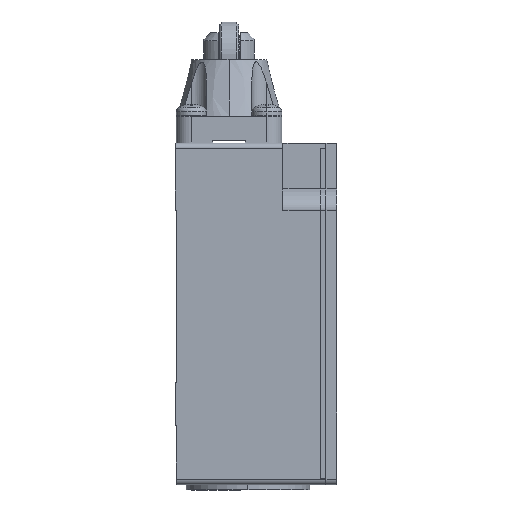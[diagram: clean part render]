
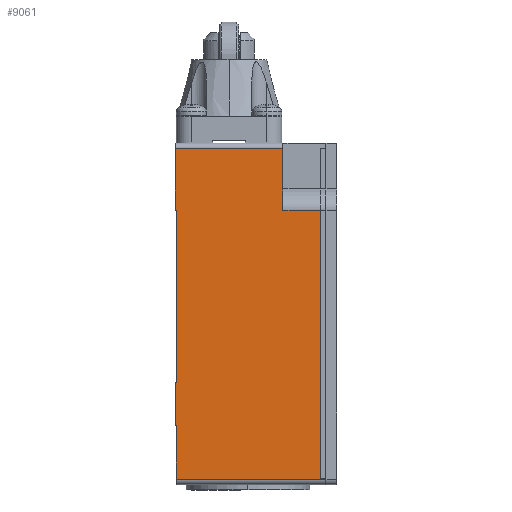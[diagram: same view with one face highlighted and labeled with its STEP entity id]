
A CAD part, left-side view. The second image highlights one B-rep face of the part: STEP entity #9061.
In plain terms, the highlighted planar face has unit normal (-1, 0, 0).
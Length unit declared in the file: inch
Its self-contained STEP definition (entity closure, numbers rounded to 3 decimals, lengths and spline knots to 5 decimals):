
#39 = CARTESIAN_POINT ( 'NONE',  ( -0.59055, -0.5315, 0.07874 ) ) ;
#76 = CARTESIAN_POINT ( 'NONE',  ( -0.59055, -0.25591, 2.50001 ) ) ;
#186 = EDGE_CURVE ( 'NONE', #11313, #8824, #1541, .T. ) ;
#356 = LINE ( 'NONE', #11423, #4649 ) ;
#595 = ORIENTED_EDGE ( 'NONE', *, *, #4368, .T. ) ;
#618 = LINE ( 'NONE', #4259, #4076 ) ;
#636 = CARTESIAN_POINT ( 'NONE',  ( -0.59055, 0.52362, 2.04724 ) ) ;
#653 = VERTEX_POINT ( 'NONE', #5210 ) ;
#759 = CARTESIAN_POINT ( 'NONE',  ( -0.59055, 0.52362, 0.07874 ) ) ;
#1145 = CARTESIAN_POINT ( 'NONE',  ( -0.59055, 0.52362, 2.50001 ) ) ;
#1170 = CARTESIAN_POINT ( 'NONE',  ( -0.59055, 0.5315, 0.47244 ) ) ;
#1226 = VERTEX_POINT ( 'NONE', #5786 ) ;
#1323 = DIRECTION ( 'NONE',  ( 0., 1., 0. ) ) ;
#1387 = VERTEX_POINT ( 'NONE', #10814 ) ;
#1402 = EDGE_CURVE ( 'NONE', #3903, #1226, #3695, .T. ) ;
#1443 = ORIENTED_EDGE ( 'NONE', *, *, #1402, .T. ) ;
#1541 = LINE ( 'NONE', #636, #1660 ) ;
#1591 = DIRECTION ( 'NONE',  ( 0., 0., -1. ) ) ;
#1660 = VECTOR ( 'NONE', #6130, 39.37008 ) ;
#1933 = EDGE_CURVE ( 'NONE', #6187, #11735, #8333, .T. ) ;
#2012 = CARTESIAN_POINT ( 'NONE',  ( -0.59055, -0.64961, 0.07874 ) ) ;
#2362 = EDGE_CURVE ( 'NONE', #11735, #1387, #5109, .T. ) ;
#2371 = EDGE_CURVE ( 'NONE', #1226, #9315, #2377, .T. ) ;
#2377 = LINE ( 'NONE', #5169, #10498 ) ;
#2593 = EDGE_CURVE ( 'NONE', #5965, #4580, #2966, .T. ) ;
#2630 = DIRECTION ( 'NONE',  ( 0., 1., 0. ) ) ;
#2948 = ORIENTED_EDGE ( 'NONE', *, *, #3460, .T. ) ;
#2966 = LINE ( 'NONE', #76, #10693 ) ;
#3324 = FACE_OUTER_BOUND ( 'NONE', #5139, .T. ) ;
#3366 = DIRECTION ( 'NONE',  ( 0., 0., -1. ) ) ;
#3377 = VECTOR ( 'NONE', #8248, 39.37008 ) ;
#3460 = EDGE_CURVE ( 'NONE', #9315, #11851, #10011, .T. ) ;
#3594 = CARTESIAN_POINT ( 'NONE',  ( -0.59055, 0.5315, 2.04724 ) ) ;
#3695 = LINE ( 'NONE', #10088, #6648 ) ;
#3903 = VERTEX_POINT ( 'NONE', #5626 ) ;
#3964 = VECTOR ( 'NONE', #1323, 39.37008 ) ;
#4076 = VECTOR ( 'NONE', #7970, 39.37008 ) ;
#4259 = CARTESIAN_POINT ( 'NONE',  ( -0.59055, -0.64961, 2.04725 ) ) ;
#4331 = CARTESIAN_POINT ( 'NONE',  ( -0.59055, -0.64961, 2.50001 ) ) ;
#4368 = EDGE_CURVE ( 'NONE', #11851, #6187, #5675, .T. ) ;
#4508 = VECTOR ( 'NONE', #10919, 39.37008 ) ;
#4580 = VERTEX_POINT ( 'NONE', #7935 ) ;
#4625 = DIRECTION ( 'NONE',  ( 0., -1., 0. ) ) ;
#4649 = VECTOR ( 'NONE', #7533, 39.37008 ) ;
#5044 = ORIENTED_EDGE ( 'NONE', *, *, #1933, .T. ) ;
#5101 = CARTESIAN_POINT ( 'NONE',  ( -0.59055, 0.52362, 2.50001 ) ) ;
#5109 = LINE ( 'NONE', #11462, #11277 ) ;
#5139 = EDGE_LOOP ( 'NONE', ( #595, #5044, #9498, #8878, #6252, #10786, #11298, #6681, #6134, #1443, #8253, #2948 ) ) ;
#5169 = CARTESIAN_POINT ( 'NONE',  ( -0.59055, 0.5315, 2.50001 ) ) ;
#5210 = CARTESIAN_POINT ( 'NONE',  ( -0.59055, 0.5315, 2.50001 ) ) ;
#5626 = CARTESIAN_POINT ( 'NONE',  ( -0.59055, 0.52362, 0.7874 ) ) ;
#5675 = LINE ( 'NONE', #1145, #3377 ) ;
#5786 = CARTESIAN_POINT ( 'NONE',  ( -0.59055, 0.5315, 0.7874 ) ) ;
#5965 = VERTEX_POINT ( 'NONE', #6003 ) ;
#6003 = CARTESIAN_POINT ( 'NONE',  ( -0.59055, -0.25591, 2.04725 ) ) ;
#6130 = DIRECTION ( 'NONE',  ( 0., -1., 0. ) ) ;
#6134 = ORIENTED_EDGE ( 'NONE', *, *, #11241, .T. ) ;
#6187 = VERTEX_POINT ( 'NONE', #759 ) ;
#6252 = ORIENTED_EDGE ( 'NONE', *, *, #2593, .T. ) ;
#6648 = VECTOR ( 'NONE', #2630, 39.37008 ) ;
#6681 = ORIENTED_EDGE ( 'NONE', *, *, #186, .T. ) ;
#6896 = LINE ( 'NONE', #5101, #9227 ) ;
#7533 = DIRECTION ( 'NONE',  ( 0., 0., -1. ) ) ;
#7935 = CARTESIAN_POINT ( 'NONE',  ( -0.59055, -0.25591, 2.50001 ) ) ;
#7970 = DIRECTION ( 'NONE',  ( 0., 1., 0. ) ) ;
#8040 = PLANE ( 'NONE',  #9898 ) ;
#8069 = CARTESIAN_POINT ( 'NONE',  ( -0.59055, 0.52362, 2.04724 ) ) ;
#8248 = DIRECTION ( 'NONE',  ( 0., 0., -1. ) ) ;
#8253 = ORIENTED_EDGE ( 'NONE', *, *, #2371, .T. ) ;
#8297 = CARTESIAN_POINT ( 'NONE',  ( -0.59055, 0.52362, 0.47244 ) ) ;
#8333 = LINE ( 'NONE', #2012, #9706 ) ;
#8504 = DIRECTION ( 'NONE',  ( 0., 0., 1. ) ) ;
#8534 = DIRECTION ( 'NONE',  ( 0., 0., 1. ) ) ;
#8787 = EDGE_CURVE ( 'NONE', #4580, #653, #10412, .T. ) ;
#8824 = VERTEX_POINT ( 'NONE', #8069 ) ;
#8878 = ORIENTED_EDGE ( 'NONE', *, *, #11250, .T. ) ;
#8991 = CARTESIAN_POINT ( 'NONE',  ( -0.59055, 0.52362, 0.47244 ) ) ;
#9061 = ADVANCED_FACE ( 'NONE', ( #3324 ), #8040, .T. ) ;
#9227 = VECTOR ( 'NONE', #3366, 39.37008 ) ;
#9315 = VERTEX_POINT ( 'NONE', #1170 ) ;
#9498 = ORIENTED_EDGE ( 'NONE', *, *, #2362, .T. ) ;
#9499 = CARTESIAN_POINT ( 'NONE',  ( -0.59055, -0.64961, 2.50001 ) ) ;
#9706 = VECTOR ( 'NONE', #4625, 39.37008 ) ;
#9898 = AXIS2_PLACEMENT_3D ( 'NONE', #4331, #11302, #8534 ) ;
#10011 = LINE ( 'NONE', #8991, #4508 ) ;
#10088 = CARTESIAN_POINT ( 'NONE',  ( -0.59055, 0.5315, 0.7874 ) ) ;
#10412 = LINE ( 'NONE', #9499, #3964 ) ;
#10498 = VECTOR ( 'NONE', #1591, 39.37008 ) ;
#10693 = VECTOR ( 'NONE', #8504, 39.37008 ) ;
#10786 = ORIENTED_EDGE ( 'NONE', *, *, #8787, .T. ) ;
#10814 = CARTESIAN_POINT ( 'NONE',  ( -0.59055, -0.5315, 2.04725 ) ) ;
#10919 = DIRECTION ( 'NONE',  ( 0., -1., 0. ) ) ;
#11241 = EDGE_CURVE ( 'NONE', #8824, #3903, #6896, .T. ) ;
#11250 = EDGE_CURVE ( 'NONE', #1387, #5965, #618, .T. ) ;
#11277 = VECTOR ( 'NONE', #11343, 39.37008 ) ;
#11298 = ORIENTED_EDGE ( 'NONE', *, *, #11491, .T. ) ;
#11302 = DIRECTION ( 'NONE',  ( -1., 0., 0. ) ) ;
#11313 = VERTEX_POINT ( 'NONE', #3594 ) ;
#11343 = DIRECTION ( 'NONE',  ( 0., 0., 1. ) ) ;
#11423 = CARTESIAN_POINT ( 'NONE',  ( -0.59055, 0.5315, 2.50001 ) ) ;
#11462 = CARTESIAN_POINT ( 'NONE',  ( -0.59055, -0.5315, 2.50001 ) ) ;
#11491 = EDGE_CURVE ( 'NONE', #653, #11313, #356, .T. ) ;
#11735 = VERTEX_POINT ( 'NONE', #39 ) ;
#11851 = VERTEX_POINT ( 'NONE', #8297 ) ;
